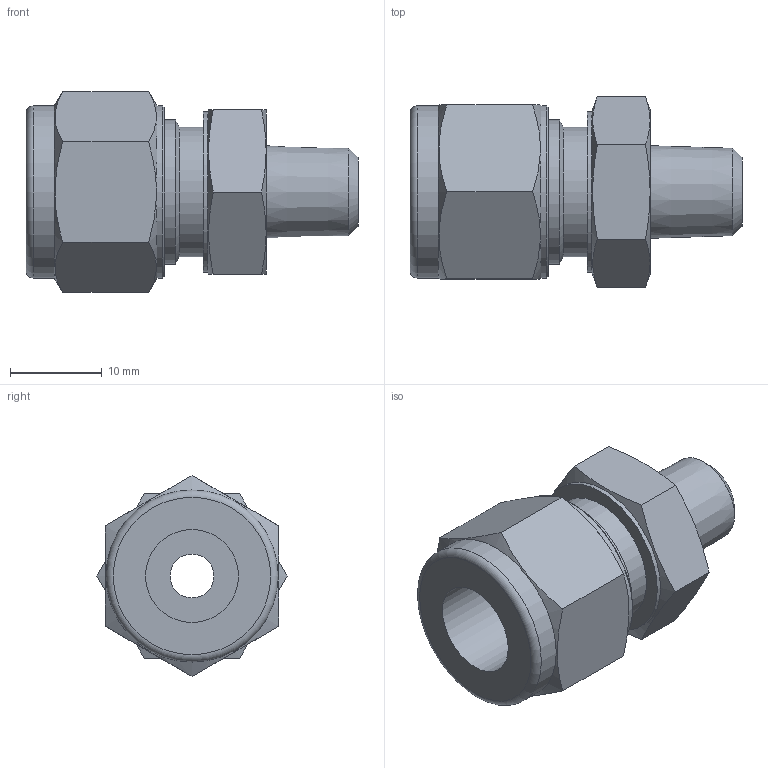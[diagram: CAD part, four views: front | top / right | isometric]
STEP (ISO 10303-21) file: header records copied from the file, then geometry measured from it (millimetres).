
FILE_DESCRIPTION(/* description */ (''),/* implementation_level */ '2;1');
FILE_NAME(/* name */ 'SMC-10M-2R.stp',/* time_stamp */ '2019-03-28T18:52:46+09:00',/* author */ ('HSE-RGT-06'),/* organization */ (''),/* preprocessor_version */ 'ST-DEVELOPER v16.5',/* originating_system */ 'Autodesk Inventor LT',/* authorisation */ '');
FILE_SCHEMA (('AUTOMOTIVE_DESIGN { 1 0 10303 214 3 1 1 }'));
Length unit declared in the file: millimetre
Products named in the file (1): 부품18
Bounding box: 36.26 x 20.78 x 21.94 mm (x, y, z)
Volume: 6195.2 mm3; surface area: 3436.6 mm2
Topology: 1 solids, 1 shells, 34 faces, 74 edges, 46 vertices
Faces by surface type: plane 18, cone 8, cylinder 7, torus 1
Full cylindrical faces by diameter (mm): 4.8 x1, 10.15 x1, 14.15 x1, 15.739 x1, 17.5 x1, 18.8 x2
Entity records: 824 total; most frequent: CARTESIAN_POINT 183, DIRECTION 122, ORIENTED_EDGE 112, EDGE_LOOP 56, EDGE_CURVE 56, AXIS2_PLACEMENT_3D 55, VERTEX_POINT 44, FACE_OUTER_BOUND 34
